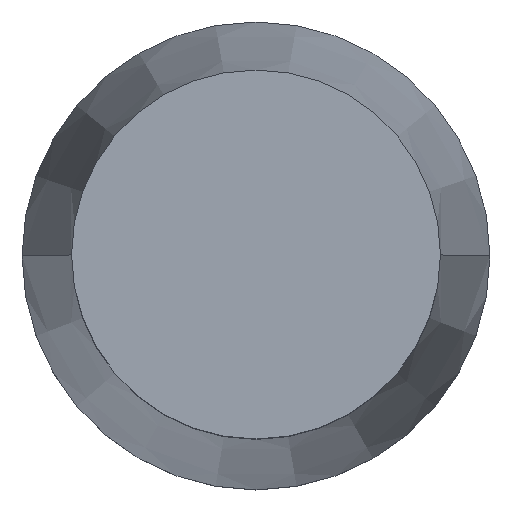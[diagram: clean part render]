
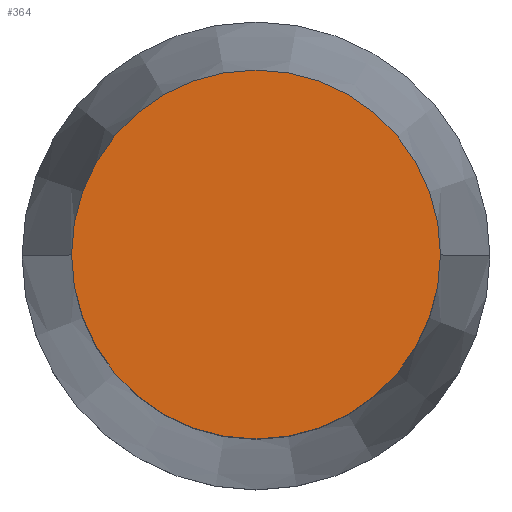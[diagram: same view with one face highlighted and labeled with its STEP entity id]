
A CAD part, top view. The second image highlights one B-rep face of the part: STEP entity #364.
In plain terms, the highlighted planar face has unit normal (0, 0, 1).
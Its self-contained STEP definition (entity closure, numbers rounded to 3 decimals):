
#42 = EDGE_CURVE ( 'NONE', #245, #89, #227, .T. ) ;
#89 = VERTEX_POINT ( 'NONE', #664 ) ;
#111 = AXIS2_PLACEMENT_3D ( 'NONE', #306, #579, #355 ) ;
#136 = CIRCLE ( 'NONE', #735, 10.25 ) ;
#177 = DIRECTION ( 'NONE',  ( 0., 0., 1. ) ) ;
#227 = CIRCLE ( 'NONE', #111, 10.25 ) ;
#245 = VERTEX_POINT ( 'NONE', #679 ) ;
#277 = CARTESIAN_POINT ( 'NONE',  ( 0., 0., 0. ) ) ;
#306 = CARTESIAN_POINT ( 'NONE',  ( 0., 0., 0. ) ) ;
#355 = DIRECTION ( 'NONE',  ( 1., 0., 0. ) ) ;
#364 = ADVANCED_FACE ( 'NONE', ( #658 ), #545, .F. ) ;
#395 = ORIENTED_EDGE ( 'NONE', *, *, #554, .T. ) ;
#529 = ORIENTED_EDGE ( 'NONE', *, *, #42, .T. ) ;
#545 = PLANE ( 'NONE',  #577 ) ;
#554 = EDGE_CURVE ( 'NONE', #89, #245, #136, .T. ) ;
#560 = DIRECTION ( 'NONE',  ( -1., 0., 0. ) ) ;
#565 = DIRECTION ( 'NONE',  ( 0., 0., -1. ) ) ;
#577 = AXIS2_PLACEMENT_3D ( 'NONE', #277, #565, #560 ) ;
#579 = DIRECTION ( 'NONE',  ( 0., 0., 1. ) ) ;
#580 = DIRECTION ( 'NONE',  ( 1., 0., 0. ) ) ;
#658 = FACE_OUTER_BOUND ( 'NONE', #724, .T. ) ;
#664 = CARTESIAN_POINT ( 'NONE',  ( -10.25, 0., 0. ) ) ;
#679 = CARTESIAN_POINT ( 'NONE',  ( 10.25, 0., 0. ) ) ;
#698 = CARTESIAN_POINT ( 'NONE',  ( 0., 0., 0. ) ) ;
#724 = EDGE_LOOP ( 'NONE', ( #529, #395 ) ) ;
#735 = AXIS2_PLACEMENT_3D ( 'NONE', #698, #177, #580 ) ;
